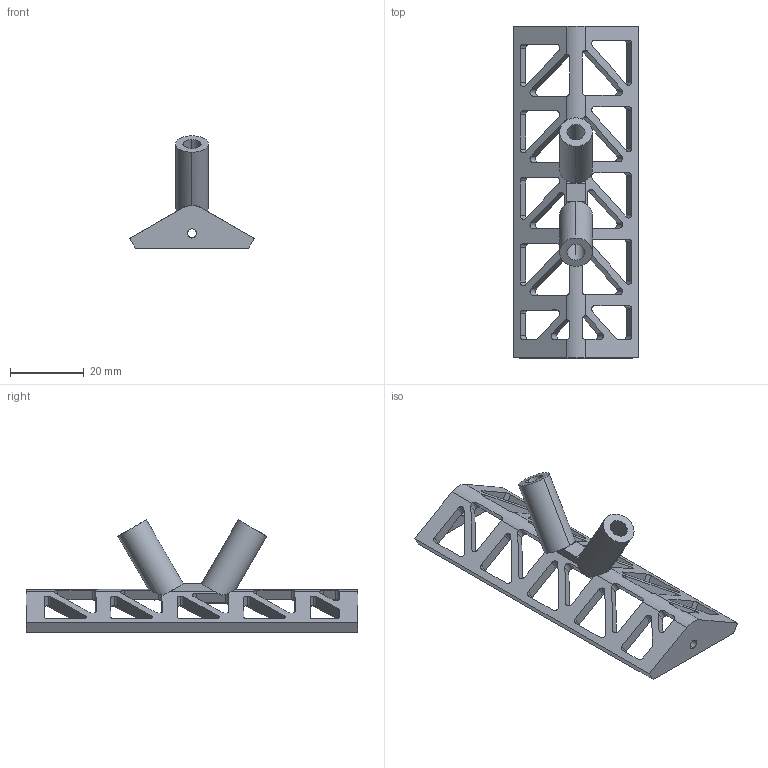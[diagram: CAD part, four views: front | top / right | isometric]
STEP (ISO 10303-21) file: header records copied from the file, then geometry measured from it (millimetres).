
FILE_DESCRIPTION (( 'STEP AP214' ), '1' );
FILE_NAME ('ecu holder.STEP', '2025-07-26T06:18:25', ( '' ), ( '' ), 'SwSTEP 2.0', 'SolidWorks 2025', '' );
FILE_SCHEMA (( 'AUTOMOTIVE_DESIGN' ));
Length unit declared in the file: millimetre
Products named in the file (1): ecu holder
Bounding box: 33.77 x 90 x 30.46 mm (x, y, z)
Volume: 7420 mm3; surface area: 8814.9 mm2
Topology: 1 solids, 1 shells, 190 faces, 573 edges, 375 vertices
Faces by surface type: plane 97, cylinder 93
Entity records: 6721 total; most frequent: CARTESIAN_POINT 1427, ORIENTED_EDGE 1146, DIRECTION 1082, EDGE_CURVE 573, VERTEX_POINT 375, AXIS2_PLACEMENT_3D 366, LINE 350, VECTOR 350
